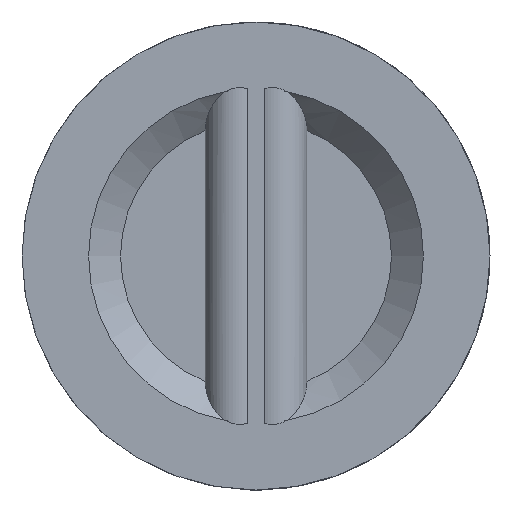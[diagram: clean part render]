
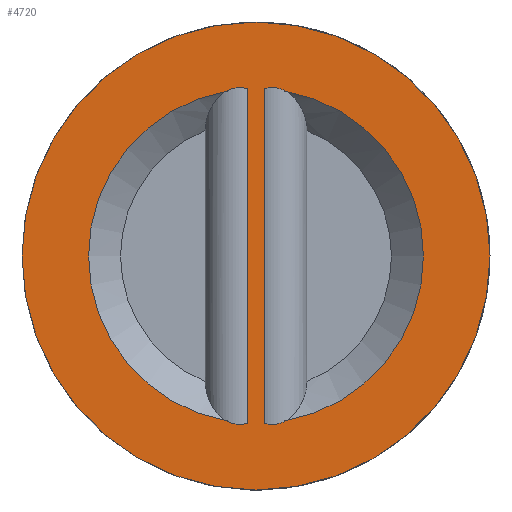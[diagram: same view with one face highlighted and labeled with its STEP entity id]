
A CAD part, left-side view. The second image highlights one B-rep face of the part: STEP entity #4720.
In plain terms, the highlighted planar face has unit normal (-1, 0, 0).
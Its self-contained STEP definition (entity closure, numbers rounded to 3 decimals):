
#4549=CARTESIAN_POINT('',(0.,-13.836,-76.763));
#4550=VERTEX_POINT('',#4549);
#4551=CARTESIAN_POINT('',(0.0,-4.,-77.897));
#4552=VERTEX_POINT('',#4551);
#4553=CARTESIAN_POINT('',(0.0,0.0,0.0));
#4554=DIRECTION('',(1.0,0.0,0.0));
#4555=DIRECTION('',(0.0,1.0,0.0));
#4556=AXIS2_PLACEMENT_3D('',#4553,#4554,#4555);
#4557=CIRCLE('',#4556,78.0);
#4558=EDGE_CURVE('',#4550,#4552,#4557,.T.);
#4611=CARTESIAN_POINT('',(0.0,4.,-77.897));
#4612=VERTEX_POINT('',#4611);
#4613=CARTESIAN_POINT('',(0.,13.836,-76.763));
#4614=VERTEX_POINT('',#4613);
#4615=CARTESIAN_POINT('',(0.0,0.0,0.0));
#4616=DIRECTION('',(1.0,0.0,0.0));
#4617=DIRECTION('',(0.0,1.0,0.0));
#4618=AXIS2_PLACEMENT_3D('',#4615,#4616,#4617);
#4619=CIRCLE('',#4618,78.0);
#4620=EDGE_CURVE('',#4612,#4614,#4619,.T.);
#4650=CARTESIAN_POINT('',(0.0,93.5,0.0));
#4651=DIRECTION('',(-1.0,0.0,0.0));
#4652=DIRECTION('',(0.0,0.0,1.0));
#4653=AXIS2_PLACEMENT_3D('',#4650,#4651,#4652);
#4654=PLANE('',#4653);
#4655=CARTESIAN_POINT('',(0.0,109.0,0.0));
#4656=VERTEX_POINT('',#4655);
#4657=CARTESIAN_POINT('',(0.0,0.0,0.0));
#4658=DIRECTION('',(1.0,0.0,0.0));
#4659=DIRECTION('',(0.0,1.0,0.0));
#4660=AXIS2_PLACEMENT_3D('',#4657,#4658,#4659);
#4661=CIRCLE('',#4660,109.0);
#4662=EDGE_CURVE('',#4656,#4656,#4661,.T.);
#4663=ORIENTED_EDGE('',*,*,#4662,.F.);
#4664=EDGE_LOOP('',(#4663));
#4665=FACE_OUTER_BOUND('',#4664,.T.);
#4666=ORIENTED_EDGE('',*,*,#4620,.T.);
#4667=CARTESIAN_POINT('',(0.0,13.836,76.763));
#4668=VERTEX_POINT('',#4667);
#4669=CARTESIAN_POINT('',(0.0,0.0,0.0));
#4670=DIRECTION('',(1.0,0.0,0.0));
#4671=DIRECTION('',(0.0,1.0,0.0));
#4672=AXIS2_PLACEMENT_3D('',#4669,#4670,#4671);
#4673=CIRCLE('',#4672,78.0);
#4674=EDGE_CURVE('',#4614,#4668,#4673,.T.);
#4675=ORIENTED_EDGE('',*,*,#4674,.T.);
#4676=CARTESIAN_POINT('',(0.0,4.,77.897));
#4677=VERTEX_POINT('',#4676);
#4678=CARTESIAN_POINT('',(0.0,0.0,0.0));
#4679=DIRECTION('',(1.0,0.0,0.0));
#4680=DIRECTION('',(0.0,1.0,0.0));
#4681=AXIS2_PLACEMENT_3D('',#4678,#4679,#4680);
#4682=CIRCLE('',#4681,78.0);
#4683=EDGE_CURVE('',#4668,#4677,#4682,.T.);
#4684=ORIENTED_EDGE('',*,*,#4683,.T.);
#4685=CARTESIAN_POINT('',(0.0,4.0,-77.897));
#4686=DIRECTION('',(0.0,0.0,1.0));
#4687=VECTOR('',#4686,155.795);
#4688=LINE('',#4685,#4687);
#4689=EDGE_CURVE('',#4612,#4677,#4688,.T.);
#4690=ORIENTED_EDGE('',*,*,#4689,.F.);
#4691=EDGE_LOOP('',(#4666,#4675,#4684,#4690));
#4692=FACE_BOUND('',#4691,.T.);
#4693=CARTESIAN_POINT('',(0.0,-4.,77.897));
#4694=VERTEX_POINT('',#4693);
#4695=CARTESIAN_POINT('',(0.0,-4.0,-77.897));
#4696=DIRECTION('',(0.0,0.0,1.0));
#4697=VECTOR('',#4696,155.795);
#4698=LINE('',#4695,#4697);
#4699=EDGE_CURVE('',#4552,#4694,#4698,.T.);
#4700=ORIENTED_EDGE('',*,*,#4699,.T.);
#4701=CARTESIAN_POINT('',(0.0,-13.836,76.763));
#4702=VERTEX_POINT('',#4701);
#4703=CARTESIAN_POINT('',(0.0,0.0,0.0));
#4704=DIRECTION('',(1.0,0.0,0.0));
#4705=DIRECTION('',(0.0,1.0,0.0));
#4706=AXIS2_PLACEMENT_3D('',#4703,#4704,#4705);
#4707=CIRCLE('',#4706,78.0);
#4708=EDGE_CURVE('',#4694,#4702,#4707,.T.);
#4709=ORIENTED_EDGE('',*,*,#4708,.T.);
#4710=CARTESIAN_POINT('',(0.0,0.0,0.0));
#4711=DIRECTION('',(1.0,0.0,0.0));
#4712=DIRECTION('',(0.0,1.0,0.0));
#4713=AXIS2_PLACEMENT_3D('',#4710,#4711,#4712);
#4714=CIRCLE('',#4713,78.0);
#4715=EDGE_CURVE('',#4702,#4550,#4714,.T.);
#4716=ORIENTED_EDGE('',*,*,#4715,.T.);
#4717=ORIENTED_EDGE('',*,*,#4558,.T.);
#4718=EDGE_LOOP('',(#4700,#4709,#4716,#4717));
#4719=FACE_BOUND('',#4718,.T.);
#4720=ADVANCED_FACE('',(#4665,#4692,#4719),#4654,.T.);
